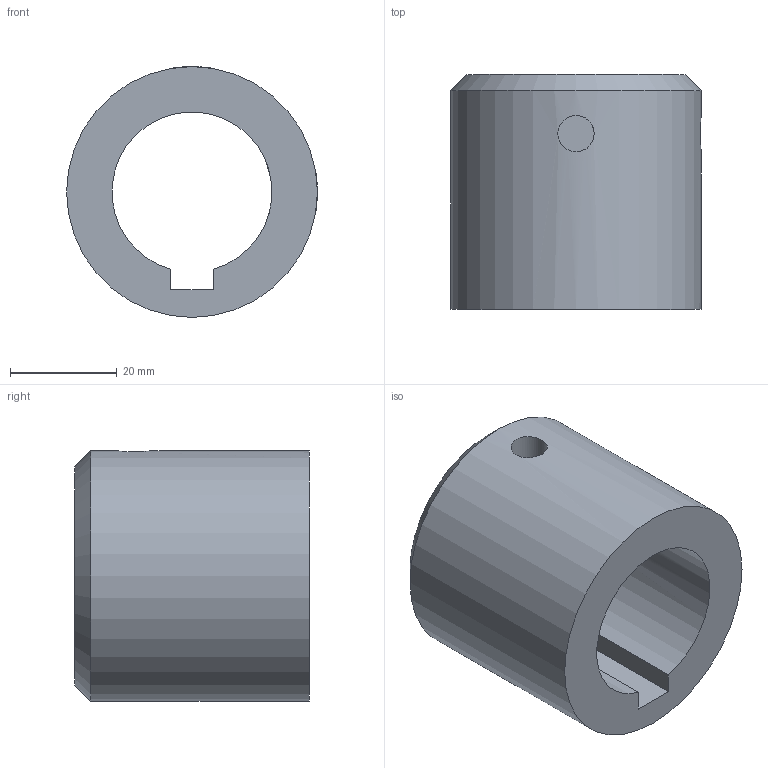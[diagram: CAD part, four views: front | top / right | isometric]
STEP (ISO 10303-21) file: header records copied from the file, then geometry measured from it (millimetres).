
FILE_DESCRIPTION (( 'STEP AP214' ), '1' );
FILE_NAME ('Moteur_Holder_V3.STEP', '2024-08-19T16:13:59', ( '' ), ( '' ), 'SwSTEP 2.0', 'SolidWorks 2024', '' );
FILE_SCHEMA (( 'AUTOMOTIVE_DESIGN' ));
Length unit declared in the file: millimetre
Products named in the file (1): Moteur_Holder_V3
Bounding box: 47 x 44 x 47 mm (x, y, z)
Volume: 42754.6 mm3; surface area: 12927.1 mm2
Topology: 1 solids, 1 shells, 10 faces, 26 edges, 17 vertices
Faces by surface type: plane 5, cylinder 4, cone 1
Full cylindrical faces by diameter (mm): 6.8 x2, 47 x1
Entity records: 547 total; most frequent: CARTESIAN_POINT 301, DIRECTION 42, ORIENTED_EDGE 38, EDGE_LOOP 20, EDGE_CURVE 19, AXIS2_PLACEMENT_3D 16, VERTEX_POINT 15, FACE_OUTER_BOUND 13
